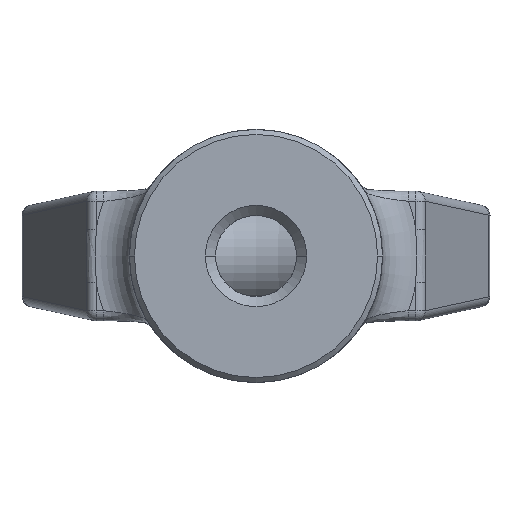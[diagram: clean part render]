
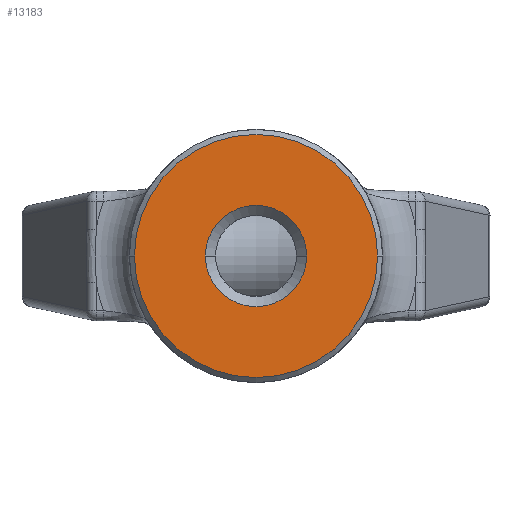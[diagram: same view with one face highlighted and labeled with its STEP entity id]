
A CAD part, front view. The second image highlights one B-rep face of the part: STEP entity #13183.
In plain terms, the highlighted planar face has unit normal (0, -1, 0).
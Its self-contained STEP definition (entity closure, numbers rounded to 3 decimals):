
#3458=CARTESIAN_POINT('',(0.,-22.,0.));
#3459=DIRECTION('',(0.,-1.,0.));
#3460=DIRECTION('',(-1.,0.,0.));
#3461=AXIS2_PLACEMENT_3D('',#3458,#3459,#3460);
#3463=CARTESIAN_POINT('',(0.,-22.,0.));
#3464=DIRECTION('',(0.,1.,0.));
#3465=DIRECTION('',(-1.,0.,0.));
#3466=AXIS2_PLACEMENT_3D('',#3463,#3464,#3465);
#3468=CARTESIAN_POINT('',(0.,-22.,0.));
#3469=DIRECTION('',(0.,-1.,0.));
#3470=DIRECTION('',(-1.,0.,0.));
#3471=AXIS2_PLACEMENT_3D('',#3468,#3469,#3470);
#3473=CARTESIAN_POINT('',(0.,-22.,0.));
#3474=DIRECTION('',(0.,-1.,0.));
#3475=DIRECTION('',(1.,0.,0.));
#3476=AXIS2_PLACEMENT_3D('',#3473,#3474,#3475);
#7564=CARTESIAN_POINT('',(-12.,-22.,0.));
#7565=VERTEX_POINT('',#7564);
#7566=CARTESIAN_POINT('',(12.,-22.,0.));
#7567=VERTEX_POINT('',#7566);
#7572=CARTESIAN_POINT('',(-5.,-22.,0.));
#7573=CARTESIAN_POINT('',(5.,-22.,0.));
#7574=VERTEX_POINT('',#7572);
#7575=VERTEX_POINT('',#7573);
#13168=CARTESIAN_POINT('',(0.,-22.,0.));
#13169=DIRECTION('',(0.,1.,0.));
#13170=DIRECTION('',(1.,0.,0.));
#13171=AXIS2_PLACEMENT_3D('',#13168,#13169,#13170);
#13172=PLANE('',#13171);
#13173=ORIENTED_EDGE('',*,*,#13147,.F.);
#13174=ORIENTED_EDGE('',*,*,#13163,.T.);
#13175=EDGE_LOOP('',(#13173,#13174));
#13176=FACE_OUTER_BOUND('',#13175,.F.);
#13178=ORIENTED_EDGE('',*,*,#13177,.T.);
#13180=ORIENTED_EDGE('',*,*,#13179,.T.);
#13181=EDGE_LOOP('',(#13178,#13180));
#13182=FACE_BOUND('',#13181,.F.);
#13183=ADVANCED_FACE('',(#13176,#13182),#13172,.F.);
#3462=CIRCLE('',#3461,12.);
#3467=CIRCLE('',#3466,12.);
#3472=CIRCLE('',#3471,5.);
#3477=CIRCLE('',#3476,5.);
#13147=EDGE_CURVE('',#7565,#7567,#3462,.T.);
#13163=EDGE_CURVE('',#7565,#7567,#3467,.T.);
#13177=EDGE_CURVE('',#7574,#7575,#3472,.T.);
#13179=EDGE_CURVE('',#7575,#7574,#3477,.T.);
